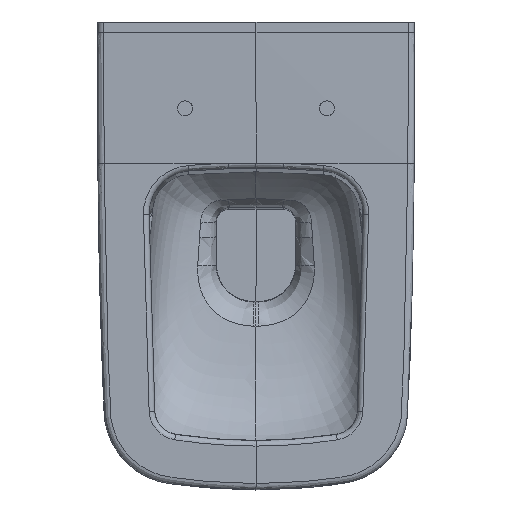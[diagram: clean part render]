
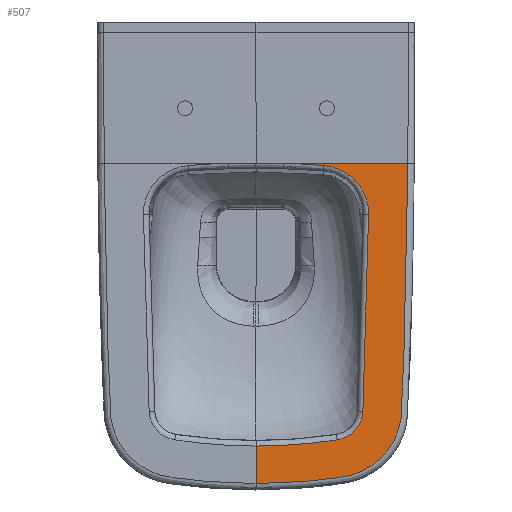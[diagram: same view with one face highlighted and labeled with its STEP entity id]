
A CAD part, top view. The second image highlights one B-rep face of the part: STEP entity #507.
In plain terms, the highlighted planar face has unit normal (0, 0, 1).
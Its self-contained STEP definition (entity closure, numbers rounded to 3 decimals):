
#119=ELLIPSE('',#2488,34.641,34.202);
#325=CIRCLE('',#2483,935.411);
#327=CIRCLE('',#2485,54.76);
#330=CIRCLE('',#2490,606.183);
#371=LINE('',#5301,#407);
#372=LINE('',#5303,#408);
#381=LINE('',#13024,#418);
#407=VECTOR('',#2637,1.);
#408=VECTOR('',#2638,1.);
#418=VECTOR('',#2672,1.);
#507=ADVANCED_FACE('',(#679),#599,.F.);
#599=PLANE('',#2507);
#679=FACE_OUTER_BOUND('',#833,.T.);
#833=EDGE_LOOP('',(#1256,#1257,#1258,#1259,#1260,#1261,#1262,#1263,#1264));
#1256=ORIENTED_EDGE('',*,*,#2066,.F.);
#1257=ORIENTED_EDGE('',*,*,#1932,.F.);
#1258=ORIENTED_EDGE('',*,*,#1988,.T.);
#1259=ORIENTED_EDGE('',*,*,#1987,.T.);
#1260=ORIENTED_EDGE('',*,*,#1938,.F.);
#1261=ORIENTED_EDGE('',*,*,#1941,.F.);
#1262=ORIENTED_EDGE('',*,*,#1944,.F.);
#1263=ORIENTED_EDGE('',*,*,#1947,.F.);
#1264=ORIENTED_EDGE('',*,*,#1950,.F.);
#1691=VERTEX_POINT('',#3935);
#1695=VERTEX_POINT('',#3973);
#1699=VERTEX_POINT('',#4290);
#1700=VERTEX_POINT('',#4305);
#1702=VERTEX_POINT('',#4325);
#1704=VERTEX_POINT('',#4336);
#1706=VERTEX_POINT('',#4443);
#1708=VERTEX_POINT('',#4515);
#1729=VERTEX_POINT('',#5302);
#1932=EDGE_CURVE('',#1691,#1695,#2258,.T.);
#1938=EDGE_CURVE('',#1700,#1699,#325,.T.);
#1941=EDGE_CURVE('',#1702,#1700,#327,.T.);
#1944=EDGE_CURVE('',#1704,#1702,#2261,.T.);
#1947=EDGE_CURVE('',#1706,#1704,#119,.T.);
#1950=EDGE_CURVE('',#1708,#1706,#330,.T.);
#1987=EDGE_CURVE('',#1729,#1699,#371,.T.);
#1988=EDGE_CURVE('',#1691,#1729,#372,.T.);
#2066=EDGE_CURVE('',#1695,#1708,#381,.T.);
#2258=B_SPLINE_CURVE_WITH_KNOTS('',3,(#4020,#4021,#4022,#4023,#4024,#4025,
#4026,#4027,#4028,#4029,#4030,#4031,#4032,#4033,#4034,#4035,#4036,#4037,
#4038,#4039,#4040,#4041,#4042,#4043,#4044,#4045),.UNSPECIFIED.,.F.,.F.,
(4,2,2,2,2,2,2,2,2,2,2,2,4),(0.,0.5,0.563,0.594,
0.625,0.656,0.688,0.719,0.75,0.781,0.813,0.875,1.),
 .UNSPECIFIED.);
#2261=B_SPLINE_CURVE_WITH_KNOTS('',3,(#4338,#4339,#4340,#4341,#4342,#4343,
#4344,#4345,#4346,#4347,#4348,#4349,#4350,#4351,#4352,#4353,#4354,#4355,
#4356,#4357,#4358,#4359,#4360,#4361,#4362,#4363,#4364,#4365,#4366,#4367,
#4368,#4369,#4370,#4371,#4372,#4373,#4374,#4375,#4376,#4377,#4378,#4379,
#4380,#4381,#4382,#4383,#4384,#4385,#4386),.UNSPECIFIED.,.F.,.F.,(4,2,2,
2,2,2,2,2,2,1,1,1,2,2,2,1,1,1,2,2,2,2,1,1,1,2,2,2,4),(0.,0.25,
0.375,0.437,0.469,0.484,
0.492,0.5,0.508,0.516,
0.531,0.562,0.625,0.75,
0.752,0.754,0.758,0.766,
0.781,0.812,0.875,0.876,
0.877,0.879,0.883,0.891,
0.906,0.937,1.),.UNSPECIFIED.);
#2483=AXIS2_PLACEMENT_3D('',#4307,#2604,#2605);
#2485=AXIS2_PLACEMENT_3D('',#4327,#2608,#2609);
#2488=AXIS2_PLACEMENT_3D('',#4445,#2614,#2615);
#2490=AXIS2_PLACEMENT_3D('',#4517,#2618,#2619);
#2507=AXIS2_PLACEMENT_3D('',#13025,#2673,#2674);
#2604=DIRECTION('',(0.,0.,1.));
#2605=DIRECTION('',(0.082,0.997,0.));
#2608=DIRECTION('',(0.,0.,1.));
#2609=DIRECTION('',(-1.,0.,0.));
#2614=DIRECTION('',(0.,0.,1.));
#2615=DIRECTION('',(0.347,-0.938,0.));
#2618=DIRECTION('',(0.,0.,1.));
#2619=DIRECTION('',(0.,-1.,0.));
#2637=DIRECTION('',(-1.,0.,0.));
#2638=DIRECTION('',(-1.,0.,0.));
#2672=DIRECTION('',(0.,1.,0.));
#2673=DIRECTION('',(0.,0.,-1.));
#2674=DIRECTION('',(-1.,0.,0.));
#3935=CARTESIAN_POINT('',(171.449,-153.127,-47.031));
#3973=CARTESIAN_POINT('',(0.,-514.585,-47.031));
#4020=CARTESIAN_POINT('',(171.449,-153.127,-47.031));
#4021=CARTESIAN_POINT('',(170.887,-234.155,-47.031));
#4022=CARTESIAN_POINT('',(169.032,-315.171,-47.031));
#4023=CARTESIAN_POINT('',(165.522,-406.251,-47.031));
#4024=CARTESIAN_POINT('',(165.113,-416.37,-47.031));
#4025=CARTESIAN_POINT('',(164.455,-431.546,-47.031));
#4026=CARTESIAN_POINT('',(164.344,-436.61,-47.031));
#4027=CARTESIAN_POINT('',(162.844,-446.673,-47.031));
#4028=CARTESIAN_POINT('',(161.581,-451.709,-47.031));
#4029=CARTESIAN_POINT('',(158.149,-461.282,-47.031));
#4030=CARTESIAN_POINT('',(155.977,-465.874,-47.031));
#4031=CARTESIAN_POINT('',(150.705,-474.664,-47.031));
#4032=CARTESIAN_POINT('',(147.635,-478.79,-47.031));
#4033=CARTESIAN_POINT('',(140.817,-486.314,-47.031));
#4034=CARTESIAN_POINT('',(137.016,-489.764,-47.031));
#4035=CARTESIAN_POINT('',(128.771,-495.87,-47.031));
#4036=CARTESIAN_POINT('',(124.409,-498.478,-47.031));
#4037=CARTESIAN_POINT('',(115.215,-502.821,-47.031));
#4038=CARTESIAN_POINT('',(110.326,-504.576,-47.031));
#4039=CARTESIAN_POINT('',(100.474,-507.045,-47.031));
#4040=CARTESIAN_POINT('',(95.478,-507.684,-47.031));
#4041=CARTESIAN_POINT('',(80.506,-509.724,-47.031));
#4042=CARTESIAN_POINT('',(70.503,-510.892,-47.031));
#4043=CARTESIAN_POINT('',(40.405,-513.658,-47.031));
#4044=CARTESIAN_POINT('',(20.205,-514.585,-47.031));
#4045=CARTESIAN_POINT('',(0.,-514.585,-47.031));
#4290=CARTESIAN_POINT('',(31.1,-153.127,-47.031));
#4305=CARTESIAN_POINT('',(76.732,-155.742,-47.031));
#4307=CARTESIAN_POINT('',(0.414,-1088.035,-47.031));
#4325=CARTESIAN_POINT('',(127.017,-211.263,-47.031));
#4327=CARTESIAN_POINT('',(72.266,-210.32,-47.031));
#4336=CARTESIAN_POINT('',(120.602,-433.069,-47.031));
#4338=CARTESIAN_POINT('',(120.602,-433.069,-47.031));
#4339=CARTESIAN_POINT('',(121.4,-414.594,-47.031));
#4340=CARTESIAN_POINT('',(122.134,-396.115,-47.031));
#4341=CARTESIAN_POINT('',(123.135,-368.394,-47.031));
#4342=CARTESIAN_POINT('',(123.452,-359.154,-47.031));
#4343=CARTESIAN_POINT('',(123.902,-345.293,-47.031));
#4344=CARTESIAN_POINT('',(124.048,-340.672,-47.031));
#4345=CARTESIAN_POINT('',(124.26,-333.741,-47.031));
#4346=CARTESIAN_POINT('',(124.33,-331.431,-47.031));
#4347=CARTESIAN_POINT('',(124.433,-327.965,-47.031));
#4348=CARTESIAN_POINT('',(124.467,-326.81,-47.031));
#4349=CARTESIAN_POINT('',(124.518,-325.077,-47.031));
#4350=CARTESIAN_POINT('',(124.535,-324.499,-47.031));
#4351=CARTESIAN_POINT('',(124.568,-323.344,-47.031));
#4352=CARTESIAN_POINT('',(124.586,-322.721,-47.031));
#4353=CARTESIAN_POINT('',(124.616,-321.658,-47.031));
#4354=CARTESIAN_POINT('',(124.634,-321.034,-47.031));
#4355=CARTESIAN_POINT('',(124.666,-319.879,-47.031));
#4356=CARTESIAN_POINT('',(124.714,-318.146,-47.031));
#4357=CARTESIAN_POINT('',(124.825,-314.102,-47.031));
#4358=CARTESIAN_POINT('',(125.042,-306.015,-47.031));
#4359=CARTESIAN_POINT('',(125.219,-299.083,-47.031));
#4360=CARTESIAN_POINT('',(125.561,-285.218,-47.031));
#4361=CARTESIAN_POINT('',(125.773,-275.974,-47.031));
#4362=CARTESIAN_POINT('',(125.972,-266.585,-47.031));
#4363=CARTESIAN_POINT('',(125.974,-266.513,-47.031));
#4364=CARTESIAN_POINT('',(125.978,-266.295,-47.031));
#4365=CARTESIAN_POINT('',(125.985,-265.967,-47.031));
#4366=CARTESIAN_POINT('',(126.002,-265.194,-47.031));
#4367=CARTESIAN_POINT('',(126.035,-263.614,-47.031));
#4368=CARTESIAN_POINT('',(126.064,-262.203,-47.031));
#4369=CARTESIAN_POINT('',(126.124,-259.305,-47.031));
#4370=CARTESIAN_POINT('',(126.165,-257.273,-47.031));
#4371=CARTESIAN_POINT('',(126.293,-250.873,-47.031));
#4372=CARTESIAN_POINT('',(126.384,-246.203,-47.031));
#4373=CARTESIAN_POINT('',(126.481,-241.052,-47.031));
#4374=CARTESIAN_POINT('',(126.484,-240.89,-47.031));
#4375=CARTESIAN_POINT('',(126.489,-240.651,-47.031));
#4376=CARTESIAN_POINT('',(126.495,-240.292,-47.031));
#4377=CARTESIAN_POINT('',(126.511,-239.463,-47.031));
#4378=CARTESIAN_POINT('',(126.542,-237.832,-47.031));
#4379=CARTESIAN_POINT('',(126.567,-236.482,-47.031));
#4380=CARTESIAN_POINT('',(126.615,-233.846,-47.031));
#4381=CARTESIAN_POINT('',(126.646,-232.175,-47.031));
#4382=CARTESIAN_POINT('',(126.732,-227.416,-47.031));
#4383=CARTESIAN_POINT('',(126.783,-224.585,-47.031));
#4384=CARTESIAN_POINT('',(126.915,-217.118,-47.031));
#4385=CARTESIAN_POINT('',(126.979,-213.507,-47.031));
#4386=CARTESIAN_POINT('',(127.017,-211.263,-47.031));
#4443=CARTESIAN_POINT('',(91.778,-465.333,-47.031));
#4445=CARTESIAN_POINT('',(86.386,-431.133,-47.031));
#4515=CARTESIAN_POINT('',(0.,-472.32,-47.031));
#4517=CARTESIAN_POINT('',(0.008,133.863,-47.031));
#5301=CARTESIAN_POINT('',(83.434,-153.127,-47.031));
#5302=CARTESIAN_POINT('',(135.769,-153.127,-47.031));
#5303=CARTESIAN_POINT('',(153.609,-153.127,-47.031));
#13024=CARTESIAN_POINT('',(0.,124.339,-47.031));
#13025=CARTESIAN_POINT('',(222.724,124.339,-47.031));
